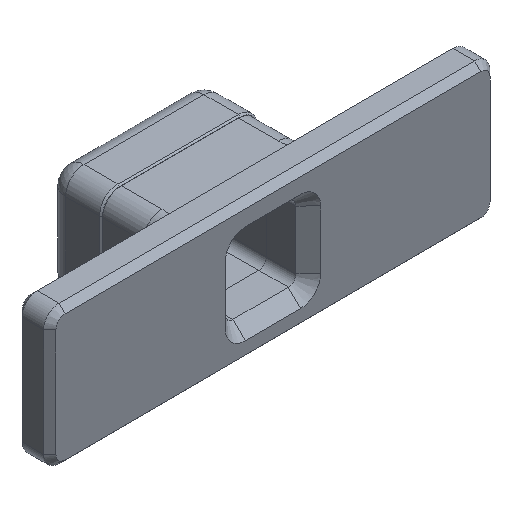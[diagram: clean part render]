
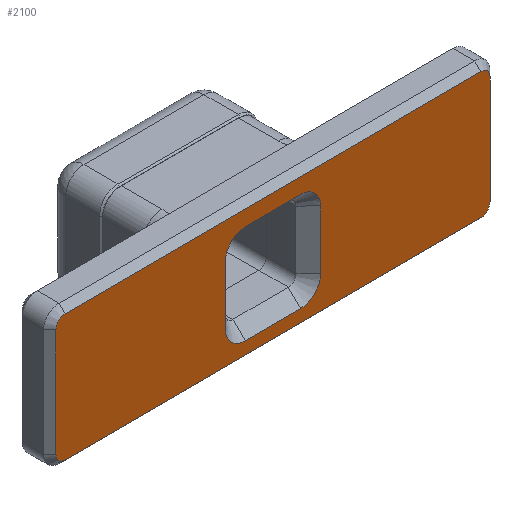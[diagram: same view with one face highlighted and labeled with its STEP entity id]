
A CAD part, isometric view. The second image highlights one B-rep face of the part: STEP entity #2100.
In plain terms, the highlighted planar face has unit normal (0.004, -1, 0).
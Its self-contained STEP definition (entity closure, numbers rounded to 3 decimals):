
#58=FACE_BOUND('',#394,.T.);
#75=B_SPLINE_CURVE_WITH_KNOTS('',3,(#3346,#3347,#3348,#3349),
 .UNSPECIFIED.,.F.,.F.,(4,4),(1.569,1.571),
 .UNSPECIFIED.);
#76=B_SPLINE_CURVE_WITH_KNOTS('',3,(#3351,#3352,#3353,#3354,#3355),
 .UNSPECIFIED.,.F.,.F.,(4,1,4),(0.,0.784,
1.569),.UNSPECIFIED.);
#77=B_SPLINE_CURVE_WITH_KNOTS('',3,(#3359,#3360,#3361,#3362,#3363),
 .UNSPECIFIED.,.F.,.F.,(4,1,4),(-1.569,-0.784,0.),
 .UNSPECIFIED.);
#78=B_SPLINE_CURVE_WITH_KNOTS('',3,(#3365,#3366,#3367,#3368),
 .UNSPECIFIED.,.F.,.F.,(4,4),(-1.571,-1.569),
 .UNSPECIFIED.);
#79=B_SPLINE_CURVE_WITH_KNOTS('',3,(#3372,#3373,#3374,#3375),
 .UNSPECIFIED.,.F.,.F.,(4,4),(-0.316,-0.316),
 .UNSPECIFIED.);
#80=B_SPLINE_CURVE_WITH_KNOTS('',3,(#3377,#3378,#3379,#3380,#3381),
 .UNSPECIFIED.,.F.,.F.,(4,1,4),(0.,0.785,
1.571),.UNSPECIFIED.);
#81=B_SPLINE_CURVE_WITH_KNOTS('',3,(#3385,#3386,#3387,#3388,#3389),
 .UNSPECIFIED.,.F.,.F.,(4,1,4),(-1.571,-0.785,0.),
 .UNSPECIFIED.);
#82=B_SPLINE_CURVE_WITH_KNOTS('',3,(#3390,#3391,#3392,#3393),
 .UNSPECIFIED.,.F.,.F.,(4,4),(0.316,0.316),
 .UNSPECIFIED.);
#166=PLANE('',#2284);
#260=FACE_OUTER_BOUND('',#393,.T.);
#393=EDGE_LOOP('',(#1701,#1702,#1703,#1704,#1705,#1706,#1707,#1708,#1709,
#1710,#1711,#1712));
#394=EDGE_LOOP('',(#1713,#1714,#1715,#1716,#1717,#1718,#1719,#1720));
#549=LINE('',#3286,#729);
#554=LINE('',#3300,#734);
#557=LINE('',#3310,#737);
#561=LINE('',#3318,#741);
#570=LINE('',#3344,#750);
#571=LINE('',#3357,#751);
#572=LINE('',#3370,#752);
#573=LINE('',#3383,#753);
#729=VECTOR('',#2619,10.);
#734=VECTOR('',#2632,10.);
#737=VECTOR('',#2643,10.);
#741=VECTOR('',#2649,10.);
#750=VECTOR('',#2678,10.);
#751=VECTOR('',#2679,10.);
#752=VECTOR('',#2680,10.);
#753=VECTOR('',#2681,10.);
#860=CIRCLE('',#2264,0.65);
#862=CIRCLE('',#2268,0.65);
#864=CIRCLE('',#2272,0.65);
#866=CIRCLE('',#2277,0.65);
#963=VERTEX_POINT('',#3276);
#966=VERTEX_POINT('',#3281);
#967=VERTEX_POINT('',#3285);
#969=VERTEX_POINT('',#3291);
#972=VERTEX_POINT('',#3298);
#974=VERTEX_POINT('',#3305);
#975=VERTEX_POINT('',#3309);
#978=VERTEX_POINT('',#3316);
#984=VERTEX_POINT('',#3342);
#985=VERTEX_POINT('',#3343);
#986=VERTEX_POINT('',#3345);
#987=VERTEX_POINT('',#3350);
#988=VERTEX_POINT('',#3356);
#989=VERTEX_POINT('',#3358);
#990=VERTEX_POINT('',#3364);
#991=VERTEX_POINT('',#3369);
#992=VERTEX_POINT('',#3371);
#993=VERTEX_POINT('',#3376);
#994=VERTEX_POINT('',#3382);
#995=VERTEX_POINT('',#3384);
#1208=EDGE_CURVE('',#966,#963,#860,.T.);
#1209=EDGE_CURVE('',#963,#967,#549,.T.);
#1214=EDGE_CURVE('',#967,#969,#862,.T.);
#1216=EDGE_CURVE('',#972,#966,#554,.T.);
#1220=EDGE_CURVE('',#974,#972,#864,.T.);
#1221=EDGE_CURVE('',#969,#975,#557,.T.);
#1225=EDGE_CURVE('',#978,#974,#561,.T.);
#1228=EDGE_CURVE('',#975,#978,#866,.T.);
#1238=EDGE_CURVE('',#984,#985,#570,.T.);
#1239=EDGE_CURVE('',#986,#984,#75,.T.);
#1240=EDGE_CURVE('',#987,#986,#76,.T.);
#1241=EDGE_CURVE('',#988,#987,#571,.T.);
#1242=EDGE_CURVE('',#989,#988,#77,.T.);
#1243=EDGE_CURVE('',#990,#989,#78,.T.);
#1244=EDGE_CURVE('',#991,#990,#572,.T.);
#1245=EDGE_CURVE('',#992,#991,#79,.T.);
#1246=EDGE_CURVE('',#993,#992,#80,.T.);
#1247=EDGE_CURVE('',#994,#993,#573,.T.);
#1248=EDGE_CURVE('',#995,#994,#81,.T.);
#1249=EDGE_CURVE('',#985,#995,#82,.T.);
#1701=ORIENTED_EDGE('',*,*,#1238,.F.);
#1702=ORIENTED_EDGE('',*,*,#1239,.F.);
#1703=ORIENTED_EDGE('',*,*,#1240,.F.);
#1704=ORIENTED_EDGE('',*,*,#1241,.F.);
#1705=ORIENTED_EDGE('',*,*,#1242,.F.);
#1706=ORIENTED_EDGE('',*,*,#1243,.F.);
#1707=ORIENTED_EDGE('',*,*,#1244,.F.);
#1708=ORIENTED_EDGE('',*,*,#1245,.F.);
#1709=ORIENTED_EDGE('',*,*,#1246,.F.);
#1710=ORIENTED_EDGE('',*,*,#1247,.F.);
#1711=ORIENTED_EDGE('',*,*,#1248,.F.);
#1712=ORIENTED_EDGE('',*,*,#1249,.F.);
#1713=ORIENTED_EDGE('',*,*,#1208,.F.);
#1714=ORIENTED_EDGE('',*,*,#1216,.F.);
#1715=ORIENTED_EDGE('',*,*,#1220,.F.);
#1716=ORIENTED_EDGE('',*,*,#1225,.F.);
#1717=ORIENTED_EDGE('',*,*,#1228,.F.);
#1718=ORIENTED_EDGE('',*,*,#1221,.F.);
#1719=ORIENTED_EDGE('',*,*,#1214,.F.);
#1720=ORIENTED_EDGE('',*,*,#1209,.F.);
#2100=ADVANCED_FACE('',(#260,#58),#166,.T.);
#2264=AXIS2_PLACEMENT_3D('',#3283,#2615,#2616);
#2268=AXIS2_PLACEMENT_3D('',#3295,#2627,#2628);
#2272=AXIS2_PLACEMENT_3D('',#3307,#2639,#2640);
#2277=AXIS2_PLACEMENT_3D('',#3322,#2655,#2656);
#2284=AXIS2_PLACEMENT_3D('',#3341,#2676,#2677);
#2615=DIRECTION('center_axis',(0.005,-1.,0.));
#2616=DIRECTION('ref_axis',(-0.707,-0.003,0.707));
#2619=DIRECTION('',(0.,0.,-1.));
#2627=DIRECTION('center_axis',(0.005,-1.,0.));
#2628=DIRECTION('ref_axis',(-0.707,-0.003,-0.707));
#2632=DIRECTION('',(-1.,-0.005,0.));
#2639=DIRECTION('center_axis',(0.005,-1.,0.));
#2640=DIRECTION('ref_axis',(0.707,0.003,0.707));
#2643=DIRECTION('',(1.,0.005,0.));
#2649=DIRECTION('',(0.,0.,1.));
#2655=DIRECTION('center_axis',(0.005,-1.,0.));
#2656=DIRECTION('ref_axis',(0.707,0.003,-0.707));
#2676=DIRECTION('center_axis',(0.005,-1.,0.));
#2677=DIRECTION('ref_axis',(1.,0.005,0.));
#2678=DIRECTION('',(-1.,-0.005,0.));
#2679=DIRECTION('',(0.,0.,-1.));
#2680=DIRECTION('',(1.,0.005,0.));
#2681=DIRECTION('',(0.,0.,1.));
#3276=CARTESIAN_POINT('',(-20.531,-0.743,-3.136));
#3281=CARTESIAN_POINT('',(-19.881,-0.74,-2.486));
#3283=CARTESIAN_POINT('Origin',(-19.881,-0.74,-3.136));
#3285=CARTESIAN_POINT('',(-20.531,-0.743,-5.036));
#3286=CARTESIAN_POINT('',(-20.531,-0.743,-4.711));
#3291=CARTESIAN_POINT('',(-19.881,-0.74,-5.686));
#3295=CARTESIAN_POINT('Origin',(-19.881,-0.74,-5.036));
#3298=CARTESIAN_POINT('',(-18.081,-0.732,-2.486));
#3300=CARTESIAN_POINT('',(-22.498,-0.752,-2.486));
#3305=CARTESIAN_POINT('',(-17.431,-0.729,-3.136));
#3307=CARTESIAN_POINT('Origin',(-18.081,-0.732,-3.136));
#3309=CARTESIAN_POINT('',(-18.081,-0.732,-5.686));
#3310=CARTESIAN_POINT('',(-23.647,-0.757,-5.686));
#3316=CARTESIAN_POINT('',(-17.431,-0.729,-5.036));
#3318=CARTESIAN_POINT('',(-17.431,-0.729,-5.861));
#3322=CARTESIAN_POINT('Origin',(-18.081,-0.732,-5.036));
#3341=CARTESIAN_POINT('Origin',(-27.164,-0.773,-6.486));
#3342=CARTESIAN_POINT('',(-12.219,-0.706,-6.086));
#3343=CARTESIAN_POINT('',(-25.742,-0.767,-6.086));
#3344=CARTESIAN_POINT('',(-22.584,-0.753,-6.086));
#3345=CARTESIAN_POINT('',(-12.219,-0.706,-6.086));
#3346=CARTESIAN_POINT('Ctrl Pts',(-12.219,-0.706,-6.086));
#3347=CARTESIAN_POINT('Ctrl Pts',(-12.219,-0.706,
-6.086));
#3348=CARTESIAN_POINT('Ctrl Pts',(-12.219,-0.706,
-6.086));
#3349=CARTESIAN_POINT('Ctrl Pts',(-12.219,-0.706,
-6.086));
#3350=CARTESIAN_POINT('',(-11.919,-0.704,-5.786));
#3351=CARTESIAN_POINT('Ctrl Pts',(-11.919,-0.704,-5.786));
#3352=CARTESIAN_POINT('Ctrl Pts',(-11.919,-0.704,-5.865));
#3353=CARTESIAN_POINT('Ctrl Pts',(-11.984,-0.704,
-6.021));
#3354=CARTESIAN_POINT('Ctrl Pts',(-12.14,-0.705,
-6.086));
#3355=CARTESIAN_POINT('Ctrl Pts',(-12.219,-0.706,-6.086));
#3356=CARTESIAN_POINT('',(-11.919,-0.704,-2.286));
#3357=CARTESIAN_POINT('',(-11.919,-0.704,-6.486));
#3358=CARTESIAN_POINT('',(-12.219,-0.706,-1.986));
#3359=CARTESIAN_POINT('Ctrl Pts',(-12.219,-0.706,-1.986));
#3360=CARTESIAN_POINT('Ctrl Pts',(-12.14,-0.705,
-1.986));
#3361=CARTESIAN_POINT('Ctrl Pts',(-11.984,-0.704,
-2.051));
#3362=CARTESIAN_POINT('Ctrl Pts',(-11.919,-0.704,-2.208));
#3363=CARTESIAN_POINT('Ctrl Pts',(-11.919,-0.704,-2.286));
#3364=CARTESIAN_POINT('',(-12.219,-0.706,-1.986));
#3365=CARTESIAN_POINT('Ctrl Pts',(-12.219,-0.706,
-1.986));
#3366=CARTESIAN_POINT('Ctrl Pts',(-12.219,-0.706,
-1.986));
#3367=CARTESIAN_POINT('Ctrl Pts',(-12.219,-0.706,
-1.986));
#3368=CARTESIAN_POINT('Ctrl Pts',(-12.219,-0.706,-1.986));
#3369=CARTESIAN_POINT('',(-25.742,-0.767,-1.986));
#3370=CARTESIAN_POINT('',(-22.584,-0.753,-1.986));
#3371=CARTESIAN_POINT('',(-25.743,-0.767,-1.986));
#3372=CARTESIAN_POINT('Ctrl Pts',(-25.743,-0.767,
-1.986));
#3373=CARTESIAN_POINT('Ctrl Pts',(-25.743,-0.767,
-1.986));
#3374=CARTESIAN_POINT('Ctrl Pts',(-25.742,-0.767,-1.986));
#3375=CARTESIAN_POINT('Ctrl Pts',(-25.742,-0.767,
-1.986));
#3376=CARTESIAN_POINT('',(-26.043,-0.768,-2.286));
#3377=CARTESIAN_POINT('Ctrl Pts',(-26.043,-0.768,-2.286));
#3378=CARTESIAN_POINT('Ctrl Pts',(-26.043,-0.768,-2.208));
#3379=CARTESIAN_POINT('Ctrl Pts',(-25.978,-0.768,
-2.051));
#3380=CARTESIAN_POINT('Ctrl Pts',(-25.822,-0.767,
-1.986));
#3381=CARTESIAN_POINT('Ctrl Pts',(-25.743,-0.767,
-1.986));
#3382=CARTESIAN_POINT('',(-26.043,-0.768,-5.786));
#3383=CARTESIAN_POINT('',(-26.043,-0.768,-6.486));
#3384=CARTESIAN_POINT('',(-25.743,-0.767,-6.086));
#3385=CARTESIAN_POINT('Ctrl Pts',(-25.743,-0.767,
-6.086));
#3386=CARTESIAN_POINT('Ctrl Pts',(-25.822,-0.767,
-6.086));
#3387=CARTESIAN_POINT('Ctrl Pts',(-25.978,-0.768,
-6.021));
#3388=CARTESIAN_POINT('Ctrl Pts',(-26.043,-0.768,-5.865));
#3389=CARTESIAN_POINT('Ctrl Pts',(-26.043,-0.768,-5.786));
#3390=CARTESIAN_POINT('Ctrl Pts',(-25.742,-0.767,
-6.086));
#3391=CARTESIAN_POINT('Ctrl Pts',(-25.742,-0.767,-6.086));
#3392=CARTESIAN_POINT('Ctrl Pts',(-25.743,-0.767,
-6.086));
#3393=CARTESIAN_POINT('Ctrl Pts',(-25.743,-0.767,
-6.086));
